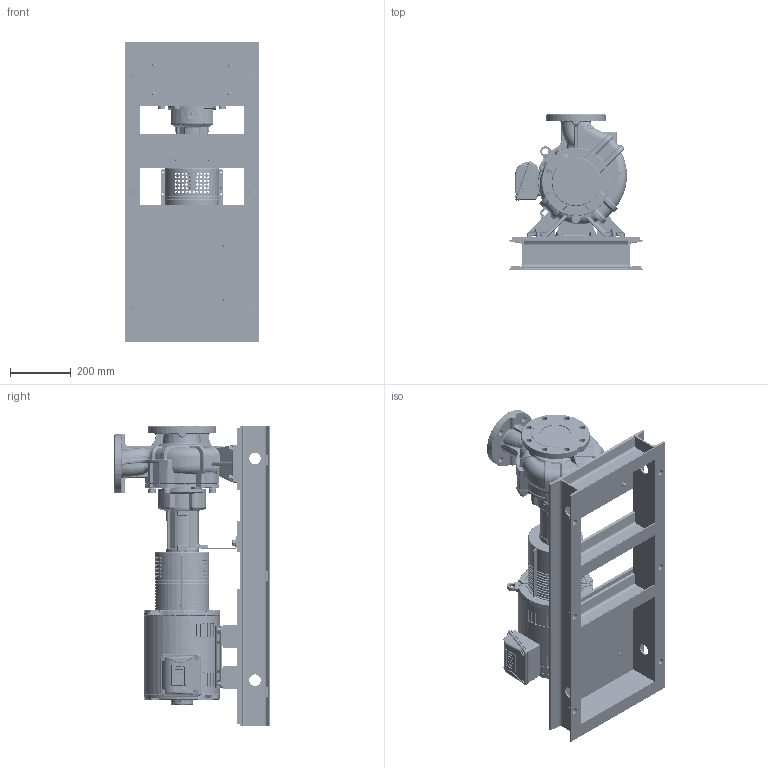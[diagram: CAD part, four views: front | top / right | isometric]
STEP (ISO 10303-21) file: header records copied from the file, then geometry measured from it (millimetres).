
FILE_DESCRIPTION (( 'STEP AP203' ), '1' );
FILE_NAME ('3325758 - NL-HE 4x3x6-7.5-213_5T-460-4-ODP.step', '2021-01-07T17:53:07', ( '' ), ( '' ), 'SwSTEP 2.0', 'SolidWorks 2020', '' );
FILE_SCHEMA (( 'CONFIG_CONTROL_DESIGN' ));
Products named in the file (23): 10# C CHANNEL[stp]_####### - 10# x 39in; 4 POLE[stp]_2710313 - NEMA H4 7.5HP 213T 3~208-230_460 ODP; 3322660 - 3_8in x 0.812in OD ZINC STEEL FLAT WASHER[stp]_98023A031; 3325758 - NL-HE 4x3x6-7.5-213_5T-460-4-ODP; CONF - BOLT - [1_2in-13][stp]_3323258 - 1_2in-13 x 1.5in A307 HD GALV HEX BOLT; COUPLING GRD[stp]_3323307 - NL-HE COUPLING GUARD ASSEMBLY SG.25; 10# ANGLE WASHER[stp]; 9149661 - Atmos GIGA-N 4x3x6-D-L4; BASE 10#[stp]_3322637 - NL-HE RAW BASE #4-182_4T, 213_5T; BBRCKT PLATE[stp]_B.B PLATE #6; 2710313 - NEMA H4 7.5HP 213T 3~208-230_460 ODP[stp]; 4107249 - 1_2COUPLING GUARD-PP-SG.25[stp]; CONF - BOLT - [1_2in-13][stp]_3323256 - 1_2in-13 x 1in (FT) A307 HD GALV HEX BOLT; 3322658 - 1_2in x 1.062in OD ZINC STEEL FLAT WASHER[stp]_91860A033; PE PLATE[stp]_P.E PLATE #6; DRILLING[stp]_3322995 - NL-HE BASE #4 DRILLED - 54; 3322662 - 3_8in-16 ZINC GRADE 5 HEX NUT[stp]_95462A031; CONF - STUD - [3_8in-16][stp]_3323273 - 3_8in-16 GR.A MGLV STD 3.25in .85inA .60inB; NL-HE MOT RISER[stp]_3322564 - NL-HE MOT RISER #6B [3 x 2.25 x 1.81]; 10# C CHANNEL[stp]_####### - 10# x 13.5in; BASE 10# ASSY[stp]_3322783 - NL-HE BASE #4 - BASEKIT 54; MOT PLATE[stp]_MOT PLATE #7
Assembly tree (51 placements, depth 4):
  3325758 - NL-HE 4x3x6-7.5-213_5T-460-4-ODP
    9149661 - Atmos GIGA-N 4x3x6-D-L4
    4 POLE[stp]_2710313 - NEMA H4 7.5HP 213T 3~208-230_460 ODP
      2710313 - NEMA H4 7.5HP 213T 3~208-230_460 ODP[stp]
    BASE 10# ASSY[stp]_3322783 - NL-HE BASE #4 - BASEKIT 54
      BASE 10#[stp]_3322637 - NL-HE RAW BASE #4-182_4T, 213_5T
        10# C CHANNEL[stp]_####### - 10# x 39in
        10# C CHANNEL[stp]_####### - 10# x 13.5in  x4
        PE PLATE[stp]_P.E PLATE #6
        BBRCKT PLATE[stp]_B.B PLATE #6
        MOT PLATE[stp]_MOT PLATE #7
        10# C CHANNEL[stp]_####### - 10# x 39in
        10# ANGLE WASHER[stp]  x6
      NL-HE MOT RISER[stp]_3322564 - NL-HE MOT RISER #6B [3 x 2.25 x 1.81]  x4
      CONF - BOLT - [1_2in-13][stp]_3323258 - 1_2in-13 x 1.5in A307 HD GALV HEX BOLT  x4
      3322658 - 1_2in x 1.062in OD ZINC STEEL FLAT WASHER[stp]_91860A033  x6
      CONF - BOLT - [1_2in-13][stp]_3323256 - 1_2in-13 x 1in (FT) A307 HD GALV HEX BOLT  x2
      CONF - STUD - [3_8in-16][stp]_3323273 - 3_8in-16 GR.A MGLV STD 3.25in .85inA .60inB  x4
      3322662 - 3_8in-16 ZINC GRADE 5 HEX NUT[stp]_95462A031  x4
      3322660 - 3_8in x 0.812in OD ZINC STEEL FLAT WASHER[stp]_98023A031  x4
    COUPLING GRD[stp]_3323307 - NL-HE COUPLING GUARD ASSEMBLY SG.25
      4107249 - 1_2COUPLING GUARD-PP-SG.25[stp]  x2
  DRILLING[stp]_3322995 - NL-HE BASE #4 DRILLED - 54
Bounding box: 438.9 x 515.01 x 990.6 mm (x, y, z)
Volume: 38239614.2 mm3; surface area: 3856845 mm2
Topology: 65 solids, 65 shells, 8056 faces, 19687 edges, 11804 vertices
Faces by surface type: bspline 3274, cylinder 2022, plane 1535, cone 1013, sphere 196, torus 16
Entity records: 599939 total; most frequent: CARTESIAN_POINT 472511, ORIENTED_EDGE 31126, DIRECTION 18318, EDGE_CURVE 15563, VERTEX_POINT 9405, AXIS2_PLACEMENT_3D 6878, EDGE_LOOP 6820, B_SPLINE_CURVE_WITH_KNOTS 6646
